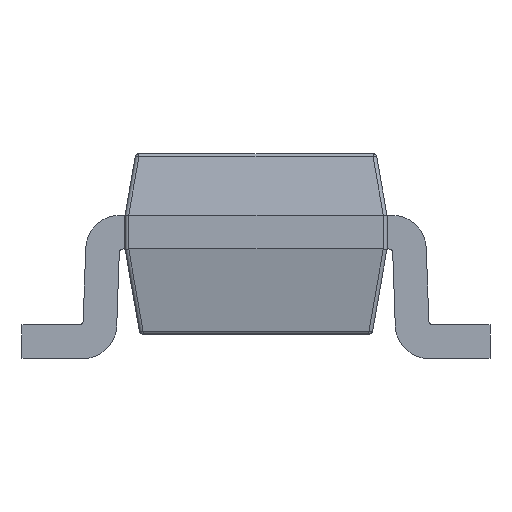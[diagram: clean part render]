
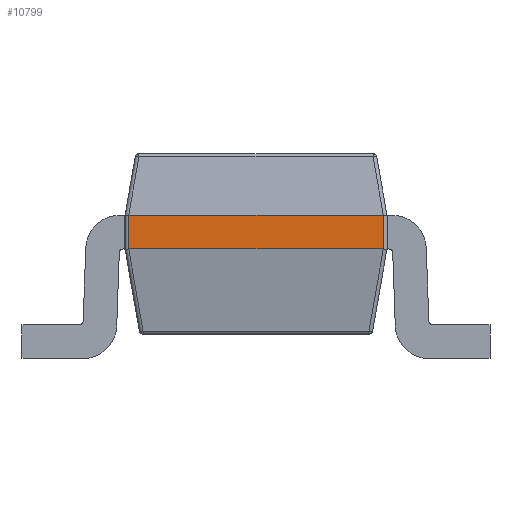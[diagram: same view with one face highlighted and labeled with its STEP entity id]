
A CAD part, left-side view. The second image highlights one B-rep face of the part: STEP entity #10799.
In plain terms, the highlighted planar face has unit normal (-1, 0, 0).
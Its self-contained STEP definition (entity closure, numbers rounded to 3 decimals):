
#9446 = CYLINDRICAL_SURFACE('',#9447,0.02);
#9447 = AXIS2_PLACEMENT_3D('',#9448,#9449,#9450);
#9448 = CARTESIAN_POINT('',(-1.48,-0.7,0.765));
#9449 = DIRECTION('',(0.,0.,-1.));
#9450 = DIRECTION('',(0.,1.,0.));
#9700 = EDGE_CURVE('',#9701,#9703,#9705,.T.);
#9701 = VERTEX_POINT('',#9702);
#9702 = CARTESIAN_POINT('',(-1.5,0.66,0.585));
#9703 = VERTEX_POINT('',#9704);
#9704 = CARTESIAN_POINT('',(-1.5,-0.7,0.585));
#9705 = SURFACE_CURVE('',#9706,(#9710,#9722),.PCURVE_S1.);
#9706 = LINE('',#9707,#9708);
#9707 = CARTESIAN_POINT('',(-1.5,0.68,0.585));
#9708 = VECTOR('',#9709,1.);
#9709 = DIRECTION('',(0.,-1.,0.));
#9710 = PCURVE('',#9711,#9716);
#9711 = PLANE('',#9712);
#9712 = AXIS2_PLACEMENT_3D('',#9713,#9714,#9715);
#9713 = CARTESIAN_POINT('',(-1.5,0.68,0.585));
#9714 = DIRECTION('',(-0.985,0.,
    -0.174));
#9715 = DIRECTION('',(0.174,0.,
    -0.985));
#9716 = DEFINITIONAL_REPRESENTATION('',(#9717),#9721);
#9717 = LINE('',#9718,#9719);
#9718 = CARTESIAN_POINT('',(0.,0.));
#9719 = VECTOR('',#9720,1.);
#9720 = DIRECTION('',(0.,1.));
#9721 = ( GEOMETRIC_REPRESENTATION_CONTEXT(2) 
PARAMETRIC_REPRESENTATION_CONTEXT() REPRESENTATION_CONTEXT('2D SPACE',''
  ) );
#9722 = PCURVE('',#9723,#9728);
#9723 = PLANE('',#9724);
#9724 = AXIS2_PLACEMENT_3D('',#9725,#9726,#9727);
#9725 = CARTESIAN_POINT('',(-1.5,0.68,0.765));
#9726 = DIRECTION('',(1.,0.,0.));
#9727 = DIRECTION('',(0.,1.,0.));
#9728 = DEFINITIONAL_REPRESENTATION('',(#9729),#9733);
#9729 = LINE('',#9730,#9731);
#9730 = CARTESIAN_POINT('',(0.,-0.18));
#9731 = VECTOR('',#9732,1.);
#9732 = DIRECTION('',(-1.,0.));
#9733 = ( GEOMETRIC_REPRESENTATION_CONTEXT(2) 
PARAMETRIC_REPRESENTATION_CONTEXT() REPRESENTATION_CONTEXT('2D SPACE',''
  ) );
#9753 = CYLINDRICAL_SURFACE('',#9754,0.02);
#9754 = AXIS2_PLACEMENT_3D('',#9755,#9756,#9757);
#9755 = CARTESIAN_POINT('',(-1.48,0.66,0.765));
#9756 = DIRECTION('',(0.,0.,-1.));
#9757 = DIRECTION('',(0.,1.,0.));
#10799 = ADVANCED_FACE('',(#10800),#9723,.F.);
#10800 = FACE_BOUND('',#10801,.T.);
#10801 = EDGE_LOOP('',(#10802,#10832,#10875,#10876));
#10802 = ORIENTED_EDGE('',*,*,#10803,.F.);
#10803 = EDGE_CURVE('',#10804,#10806,#10808,.T.);
#10804 = VERTEX_POINT('',#10805);
#10805 = CARTESIAN_POINT('',(-1.5,0.66,0.765));
#10806 = VERTEX_POINT('',#10807);
#10807 = CARTESIAN_POINT('',(-1.5,-0.7,0.765));
#10808 = SURFACE_CURVE('',#10809,(#10813,#10820),.PCURVE_S1.);
#10809 = LINE('',#10810,#10811);
#10810 = CARTESIAN_POINT('',(-1.5,0.68,0.765));
#10811 = VECTOR('',#10812,1.);
#10812 = DIRECTION('',(0.,-1.,0.));
#10813 = PCURVE('',#9723,#10814);
#10814 = DEFINITIONAL_REPRESENTATION('',(#10815),#10819);
#10815 = LINE('',#10816,#10817);
#10816 = CARTESIAN_POINT('',(0.,0.));
#10817 = VECTOR('',#10818,1.);
#10818 = DIRECTION('',(-1.,0.));
#10819 = ( GEOMETRIC_REPRESENTATION_CONTEXT(2) 
PARAMETRIC_REPRESENTATION_CONTEXT() REPRESENTATION_CONTEXT('2D SPACE',''
  ) );
#10820 = PCURVE('',#10821,#10826);
#10821 = PLANE('',#10822);
#10822 = AXIS2_PLACEMENT_3D('',#10823,#10824,#10825);
#10823 = CARTESIAN_POINT('',(-1.5,0.68,0.765));
#10824 = DIRECTION('',(-0.985,0.,
    0.174));
#10825 = DIRECTION('',(-0.174,0.,
    -0.985));
#10826 = DEFINITIONAL_REPRESENTATION('',(#10827),#10831);
#10827 = LINE('',#10828,#10829);
#10828 = CARTESIAN_POINT('',(0.,0.));
#10829 = VECTOR('',#10830,1.);
#10830 = DIRECTION('',(0.,1.));
#10831 = ( GEOMETRIC_REPRESENTATION_CONTEXT(2) 
PARAMETRIC_REPRESENTATION_CONTEXT() REPRESENTATION_CONTEXT('2D SPACE',''
  ) );
#10832 = ORIENTED_EDGE('',*,*,#10833,.T.);
#10833 = EDGE_CURVE('',#10804,#9701,#10834,.T.);
#10834 = SURFACE_CURVE('',#10835,(#10839,#10846),.PCURVE_S1.);
#10835 = LINE('',#10836,#10837);
#10836 = CARTESIAN_POINT('',(-1.5,0.66,0.765));
#10837 = VECTOR('',#10838,1.);
#10838 = DIRECTION('',(0.,0.,-1.));
#10839 = PCURVE('',#9723,#10840);
#10840 = DEFINITIONAL_REPRESENTATION('',(#10841),#10845);
#10841 = LINE('',#10842,#10843);
#10842 = CARTESIAN_POINT('',(-0.02,0.));
#10843 = VECTOR('',#10844,1.);
#10844 = DIRECTION('',(0.,-1.));
#10845 = ( GEOMETRIC_REPRESENTATION_CONTEXT(2) 
PARAMETRIC_REPRESENTATION_CONTEXT() REPRESENTATION_CONTEXT('2D SPACE',''
  ) );
#10846 = PCURVE('',#9753,#10847);
#10847 = DEFINITIONAL_REPRESENTATION('',(#10848),#10874);
#10848 = B_SPLINE_CURVE_WITH_KNOTS('',3,(#10849,#10850,#10851,#10852,
    #10853,#10854,#10855,#10856,#10857,#10858,#10859,#10860,#10861,
    #10862,#10863,#10864,#10865,#10866,#10867,#10868,#10869,#10870,
    #10871,#10872,#10873),.UNSPECIFIED.,.F.,.F.,(4,1,1,1,1,1,1,1,1,1,1,1
    ,1,1,1,1,1,1,1,1,1,1,4),(0.,0.008,
    0.016,0.025,0.033,
    0.041,0.049,0.057,
    0.065,0.074,0.082,0.09,
    0.098,0.106,0.115,0.123,
    0.131,0.139,0.147,0.155,
    0.164,0.172,0.18),.QUASI_UNIFORM_KNOTS.);
#10849 = CARTESIAN_POINT('',(4.712,0.));
#10850 = CARTESIAN_POINT('',(4.712,0.003));
#10851 = CARTESIAN_POINT('',(4.712,0.008));
#10852 = CARTESIAN_POINT('',(4.712,0.016));
#10853 = CARTESIAN_POINT('',(4.712,0.025));
#10854 = CARTESIAN_POINT('',(4.712,0.033));
#10855 = CARTESIAN_POINT('',(4.712,0.041));
#10856 = CARTESIAN_POINT('',(4.712,0.049));
#10857 = CARTESIAN_POINT('',(4.712,0.057));
#10858 = CARTESIAN_POINT('',(4.712,0.065));
#10859 = CARTESIAN_POINT('',(4.712,0.074));
#10860 = CARTESIAN_POINT('',(4.712,0.082));
#10861 = CARTESIAN_POINT('',(4.712,0.09));
#10862 = CARTESIAN_POINT('',(4.712,0.098));
#10863 = CARTESIAN_POINT('',(4.712,0.106));
#10864 = CARTESIAN_POINT('',(4.712,0.115));
#10865 = CARTESIAN_POINT('',(4.712,0.123));
#10866 = CARTESIAN_POINT('',(4.712,0.131));
#10867 = CARTESIAN_POINT('',(4.712,0.139));
#10868 = CARTESIAN_POINT('',(4.712,0.147));
#10869 = CARTESIAN_POINT('',(4.712,0.155));
#10870 = CARTESIAN_POINT('',(4.712,0.164));
#10871 = CARTESIAN_POINT('',(4.712,0.172));
#10872 = CARTESIAN_POINT('',(4.712,0.177));
#10873 = CARTESIAN_POINT('',(4.712,0.18));
#10874 = ( GEOMETRIC_REPRESENTATION_CONTEXT(2) 
PARAMETRIC_REPRESENTATION_CONTEXT() REPRESENTATION_CONTEXT('2D SPACE',''
  ) );
#10875 = ORIENTED_EDGE('',*,*,#9700,.T.);
#10876 = ORIENTED_EDGE('',*,*,#10877,.T.);
#10877 = EDGE_CURVE('',#9703,#10806,#10878,.T.);
#10878 = SURFACE_CURVE('',#10879,(#10883,#10890),.PCURVE_S1.);
#10879 = LINE('',#10880,#10881);
#10880 = CARTESIAN_POINT('',(-1.5,-0.7,0.765));
#10881 = VECTOR('',#10882,1.);
#10882 = DIRECTION('',(0.,0.,1.));
#10883 = PCURVE('',#9723,#10884);
#10884 = DEFINITIONAL_REPRESENTATION('',(#10885),#10889);
#10885 = LINE('',#10886,#10887);
#10886 = CARTESIAN_POINT('',(-1.38,0.));
#10887 = VECTOR('',#10888,1.);
#10888 = DIRECTION('',(0.,1.));
#10889 = ( GEOMETRIC_REPRESENTATION_CONTEXT(2) 
PARAMETRIC_REPRESENTATION_CONTEXT() REPRESENTATION_CONTEXT('2D SPACE',''
  ) );
#10890 = PCURVE('',#9446,#10891);
#10891 = DEFINITIONAL_REPRESENTATION('',(#10892),#10918);
#10892 = B_SPLINE_CURVE_WITH_KNOTS('',3,(#10893,#10894,#10895,#10896,
    #10897,#10898,#10899,#10900,#10901,#10902,#10903,#10904,#10905,
    #10906,#10907,#10908,#10909,#10910,#10911,#10912,#10913,#10914,
    #10915,#10916,#10917),.UNSPECIFIED.,.F.,.F.,(4,1,1,1,1,1,1,1,1,1,1,1
    ,1,1,1,1,1,1,1,1,1,1,4),(-0.18,-0.172,-0.164,
    -0.155,-0.147,-0.139,-0.131,
    -0.123,-0.115,-0.106,-0.098
    ,-0.09,-0.082,-0.074,
    -0.065,-0.057,-0.049,
    -0.041,-0.033,-0.025,
    -0.016,-0.008,0.),.UNSPECIFIED.);
#10893 = CARTESIAN_POINT('',(4.712,0.18));
#10894 = CARTESIAN_POINT('',(4.712,0.177));
#10895 = CARTESIAN_POINT('',(4.712,0.172));
#10896 = CARTESIAN_POINT('',(4.712,0.164));
#10897 = CARTESIAN_POINT('',(4.712,0.155));
#10898 = CARTESIAN_POINT('',(4.712,0.147));
#10899 = CARTESIAN_POINT('',(4.712,0.139));
#10900 = CARTESIAN_POINT('',(4.712,0.131));
#10901 = CARTESIAN_POINT('',(4.712,0.123));
#10902 = CARTESIAN_POINT('',(4.712,0.115));
#10903 = CARTESIAN_POINT('',(4.712,0.106));
#10904 = CARTESIAN_POINT('',(4.712,0.098));
#10905 = CARTESIAN_POINT('',(4.712,0.09));
#10906 = CARTESIAN_POINT('',(4.712,0.082));
#10907 = CARTESIAN_POINT('',(4.712,0.074));
#10908 = CARTESIAN_POINT('',(4.712,0.065));
#10909 = CARTESIAN_POINT('',(4.712,0.057));
#10910 = CARTESIAN_POINT('',(4.712,0.049));
#10911 = CARTESIAN_POINT('',(4.712,0.041));
#10912 = CARTESIAN_POINT('',(4.712,0.033));
#10913 = CARTESIAN_POINT('',(4.712,0.025));
#10914 = CARTESIAN_POINT('',(4.712,0.016));
#10915 = CARTESIAN_POINT('',(4.712,0.008));
#10916 = CARTESIAN_POINT('',(4.712,0.003));
#10917 = CARTESIAN_POINT('',(4.712,0.));
#10918 = ( GEOMETRIC_REPRESENTATION_CONTEXT(2) 
PARAMETRIC_REPRESENTATION_CONTEXT() REPRESENTATION_CONTEXT('2D SPACE',''
  ) );
